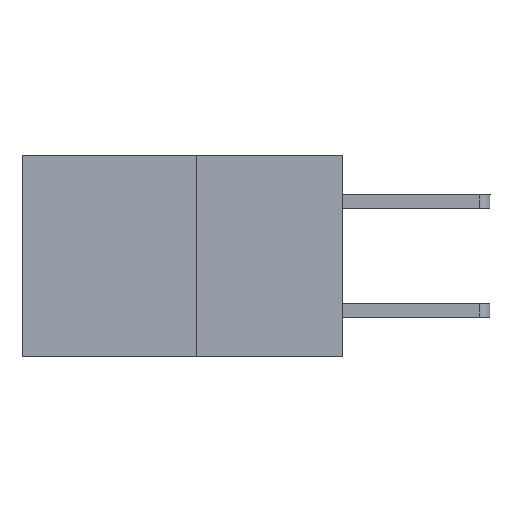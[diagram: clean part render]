
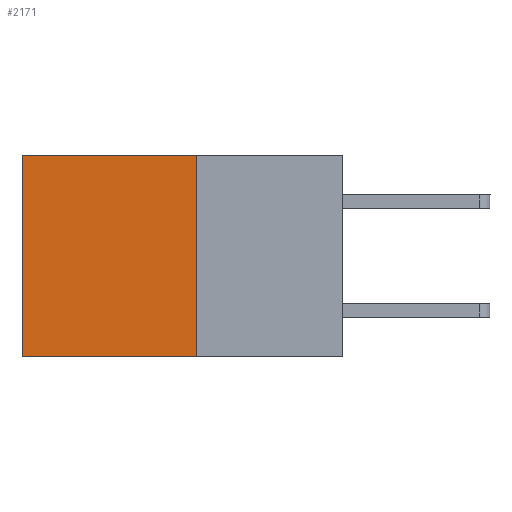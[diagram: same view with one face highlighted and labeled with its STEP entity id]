
A CAD part, left-side view. The second image highlights one B-rep face of the part: STEP entity #2171.
In plain terms, the highlighted planar face has unit normal (-1, 0, 0).
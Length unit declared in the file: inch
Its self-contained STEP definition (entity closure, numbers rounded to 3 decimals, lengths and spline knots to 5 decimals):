
#79 = DIRECTION ( 'NONE',  ( 0., 0., -1. ) ) ;
#169 = DIRECTION ( 'NONE',  ( 0., 0., -1. ) ) ;
#515 = DIRECTION ( 'NONE',  ( 0., 1., 0. ) ) ;
#648 = CARTESIAN_POINT ( 'NONE',  ( 0.277, 0.27, -0.37 ) ) ;
#700 = CARTESIAN_POINT ( 'NONE',  ( 0.277, 0.59, -0.37 ) ) ;
#1099 = CARTESIAN_POINT ( 'NONE',  ( 0.277, 0.27, 0. ) ) ;
#1275 = CARTESIAN_POINT ( 'NONE',  ( 0.277, 0.27, -0.37 ) ) ;
#1499 = CARTESIAN_POINT ( 'NONE',  ( 0.277, 0.27, -0.37 ) ) ;
#1761 = PLANE ( 'NONE',  #4016 ) ;
#1861 = VERTEX_POINT ( 'NONE', #5516 ) ;
#2119 = LINE ( 'NONE', #1499, #6136 ) ;
#2171 = ADVANCED_FACE ( 'NONE', ( #5360 ), #1761, .F. ) ;
#2198 = DIRECTION ( 'NONE',  ( 0., 0., -1. ) ) ;
#2329 = ORIENTED_EDGE ( 'NONE', *, *, #3272, .F. ) ;
#2495 = CARTESIAN_POINT ( 'NONE',  ( 0.277, 0.27, 0. ) ) ;
#3088 = CARTESIAN_POINT ( 'NONE',  ( 0.277, 0.59, -0.37 ) ) ;
#3104 = VECTOR ( 'NONE', #2198, 39.37008 ) ;
#3253 = EDGE_CURVE ( 'NONE', #1861, #6577, #3739, .T. ) ;
#3272 = EDGE_CURVE ( 'NONE', #7034, #7221, #5856, .T. ) ;
#3349 = LINE ( 'NONE', #1099, #3532 ) ;
#3532 = VECTOR ( 'NONE', #515, 39.37008 ) ;
#3739 = LINE ( 'NONE', #700, #3104 ) ;
#3916 = DIRECTION ( 'NONE',  ( 1., 0., 0. ) ) ;
#4016 = AXIS2_PLACEMENT_3D ( 'NONE', #8307, #3916, #169 ) ;
#4591 = ORIENTED_EDGE ( 'NONE', *, *, #8395, .T. ) ;
#5360 = FACE_OUTER_BOUND ( 'NONE', #5577, .T. ) ;
#5516 = CARTESIAN_POINT ( 'NONE',  ( 0.277, 0.59, 0. ) ) ;
#5577 = EDGE_LOOP ( 'NONE', ( #5769, #6991, #2329, #4591 ) ) ;
#5769 = ORIENTED_EDGE ( 'NONE', *, *, #3253, .T. ) ;
#5856 = LINE ( 'NONE', #648, #7891 ) ;
#6136 = VECTOR ( 'NONE', #6623, 39.37008 ) ;
#6577 = VERTEX_POINT ( 'NONE', #3088 ) ;
#6623 = DIRECTION ( 'NONE',  ( 0., 1., 0. ) ) ;
#6991 = ORIENTED_EDGE ( 'NONE', *, *, #9179, .F. ) ;
#7034 = VERTEX_POINT ( 'NONE', #2495 ) ;
#7221 = VERTEX_POINT ( 'NONE', #1275 ) ;
#7891 = VECTOR ( 'NONE', #79, 39.37008 ) ;
#8307 = CARTESIAN_POINT ( 'NONE',  ( 0.277, 0.27, -0.37 ) ) ;
#8395 = EDGE_CURVE ( 'NONE', #7034, #1861, #3349, .T. ) ;
#9179 = EDGE_CURVE ( 'NONE', #7221, #6577, #2119, .T. ) ;
